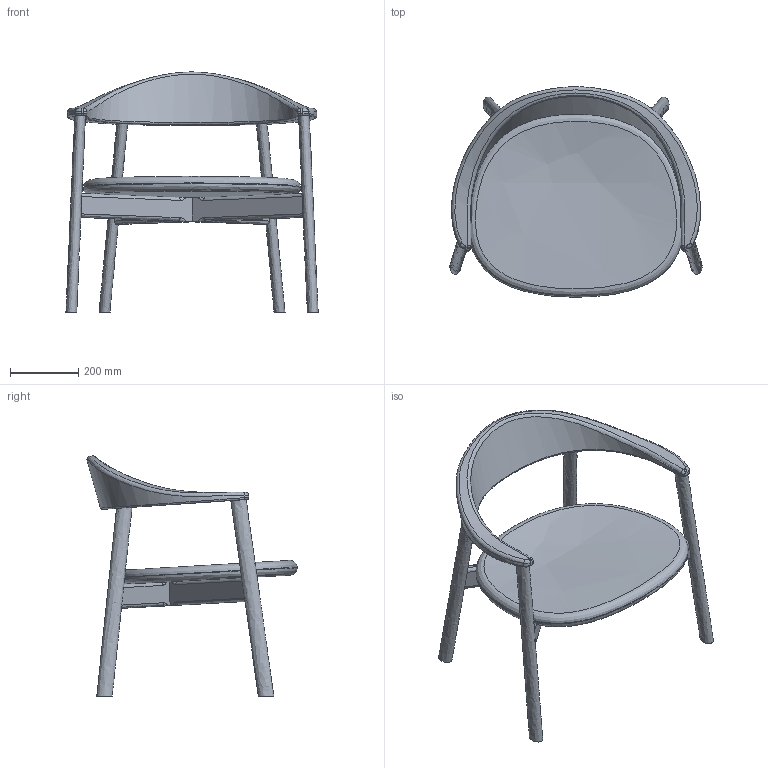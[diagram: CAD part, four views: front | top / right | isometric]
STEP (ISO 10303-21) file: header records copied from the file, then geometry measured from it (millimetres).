
FILE_DESCRIPTION(/* description */ (''),/* implementation_level */ '2;1');
FILE_NAME(/* name */ 'Pebble_CB-630_3D',/* time_stamp */ '2023-10-06T12:44:49+02:00',/* author */ (''),/* organization */ (''),/* preprocessor_version */ 'ST-DEVELOPER v16.5',/* originating_system */ 'Rhino 7.31',/* authorisation */ '');
FILE_SCHEMA (('AUTOMOTIVE_DESIGN'));
Length unit declared in the file: centimetre
Products named in the file (2): Document; Pebble_CB-630
Assembly tree (1 placements, depth 2):
  Document
    Pebble_CB-630
Bounding box: 738.35 x 615.23 x 703.2 mm (x, y, z)
Volume: 18859957 mm3; surface area: 1455634.9 mm2
Topology: 8 solids, 8 shells, 95 faces, 219 edges, 140 vertices
Faces by surface type: bspline 63, plane 28, cylinder 4
Entity records: 12361 total; most frequent: CARTESIAN_POINT 10909, ORIENTED_EDGE 438, EDGE_CURVE 219, VERTEX_POINT 140, B_SPLINE_CURVE_WITH_KNOTS 134, ADVANCED_FACE 95, FACE_OUTER_BOUND 95, EDGE_LOOP 95
